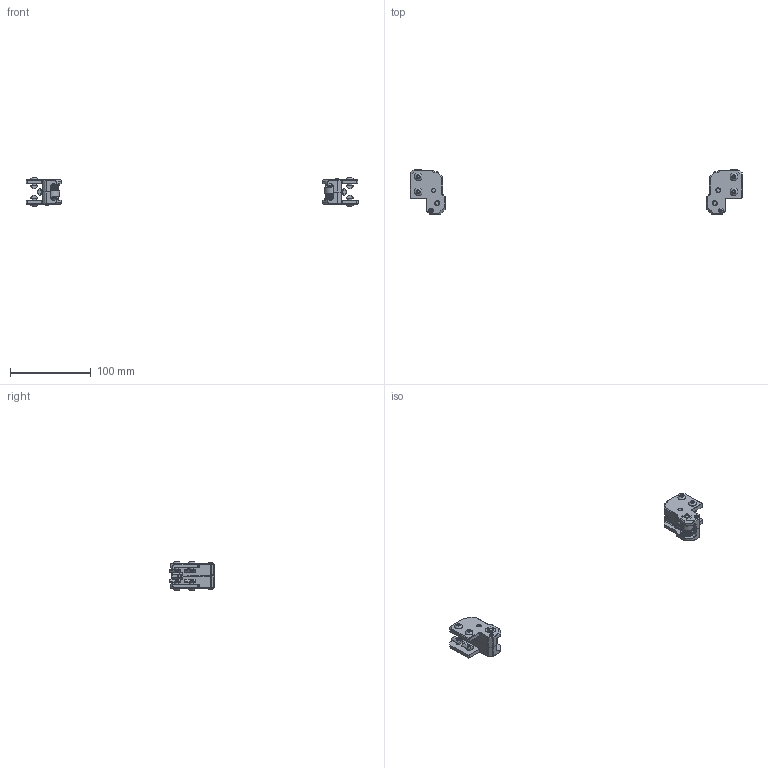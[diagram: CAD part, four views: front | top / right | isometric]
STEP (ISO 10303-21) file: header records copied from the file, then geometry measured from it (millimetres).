
FILE_DESCRIPTION(/* description */ ('','CAx-IF Rec.Pracs.---Representation and Presentation of Product Manufacturing Information (PMI)---4.0---2014-10-13'),/* implementation_level */ '2;1');
FILE_NAME(/* name */ '_2_Printed_VT_6mm_front_motorless_mounts_FT.step',/* time_stamp */ '2025-01-28T16:49:50+01:00',/* author */ (''),/* organization */ (''),/* preprocessor_version */ 'ST-DEVELOPER v20',/* originating_system */ 'Autodesk Translation Framework v13.20.0.188',/* authorisation */ '');
FILE_SCHEMA (('AP242_MANAGED_MODEL_BASED_3D_ENGINEERING_MIM_LF { 1 0 10303 442 1 1 4 }'));
Length unit declared in the file: millimetre
Products named in the file (21): _2_Printed_VT_6mm_front_motorless_mounts_FT; _Printed_VT_6mm_front_motorless_mount; _Printed_6mm_front_motorless_mount_motion; _Printed_VT_6mm_front_motorless_mount_hardware; _Printed_VT_6mm_front_motorless_mount_1; Printed_VT_6mm_front_motorless_mount_a; Printed_VT_6mm_front_motorless_mount_b; _Printed_6mm_front_motorless_mount_motion_1; GT2 20T 6mm pulley; Shim 1mm; D5x30 smooth pin; Shim 0.5mm; Printed_spacer; F695 flanged bearing; _Printed_VT_6mm_front_motorless_mount_hardware_1; M3x30 BHCS; M3xD5x4 threaded insert; M5x16 BHCS; M5 washer; M5 2020 drop-in T-nut; M5x10 BHCS
Assembly tree (60 placements, depth 4):
  _2_Printed_VT_6mm_front_motorless_mounts_FT
    _Printed_VT_6mm_front_motorless_mount
      Printed_VT_6mm_front_motorless_mount_a
      Printed_VT_6mm_front_motorless_mount_b
      _Printed_6mm_front_motorless_mount_motion
        GT2 20T 6mm pulley
        F695 flanged bearing  x4
        Shim 1mm
        Shim 0.5mm  x3
        D5x30 smooth pin  x2
        Printed_spacer
      _Printed_VT_6mm_front_motorless_mount_hardware
        M3x30 BHCS
        M3xD5x4 threaded insert
        M5x16 BHCS
        M5 washer
        M5 2020 drop-in T-nut  x5
        M5x10 BHCS  x4
    _Printed_VT_6mm_front_motorless_mount_1
      Printed_VT_6mm_front_motorless_mount_a
      Printed_VT_6mm_front_motorless_mount_b
      _Printed_6mm_front_motorless_mount_motion_1
        GT2 20T 6mm pulley
        F695 flanged bearing  x4
        Shim 1mm
        Shim 0.5mm  x3
        D5x30 smooth pin  x2
        Printed_spacer
      _Printed_VT_6mm_front_motorless_mount_hardware_1
        M3x30 BHCS
        M3xD5x4 threaded insert
        M5x16 BHCS
        M5 washer
        M5 2020 drop-in T-nut  x5
        M5x10 BHCS  x4
Bounding box: 410 x 54.8 x 35.5 mm (x, y, z)
Volume: 68900 mm3; surface area: 45039.4 mm2
Topology: 58 solids, 58 shells, 1910 faces, 4648 edges, 2930 vertices
Faces by surface type: cylinder 652, plane 652, cone 350, bspline 216, torus 28, sphere 12
Full cylindrical faces by diameter (mm): 2.9 x2, 3 x10, 3.4 x4, 4.2 x12, 4.25 x2, 4.6 x2, 4.7 x2, 5 x32, 5.2 x4, 5.3 x2, 5.366 x4, 5.4 x8, 5.6 x2, 5.7 x2, 6.2 x2, 6.5 x16, 8 x14, 8.8 x2, 9.5 x10, 10 x4, 11.5 x16, 13 x8, 15 x8, 15.5 x4, 16 x4, 17 x2
Entity records: 26620 total; most frequent: CARTESIAN_POINT 8815, DIRECTION 3648, ORIENTED_EDGE 3580, EDGE_CURVE 1790, AXIS2_PLACEMENT_3D 1437, VERTEX_POINT 1136, EDGE_LOOP 782, LINE 774
